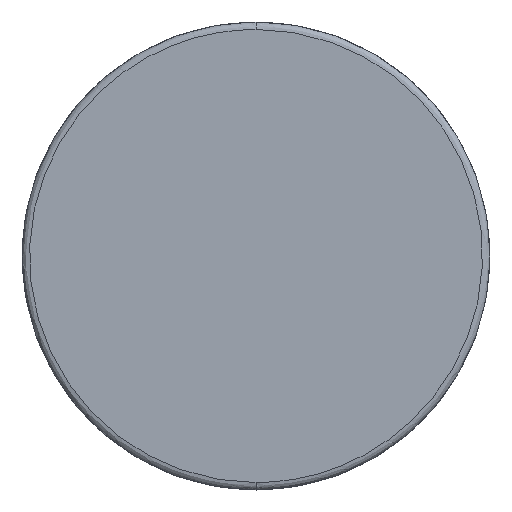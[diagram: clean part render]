
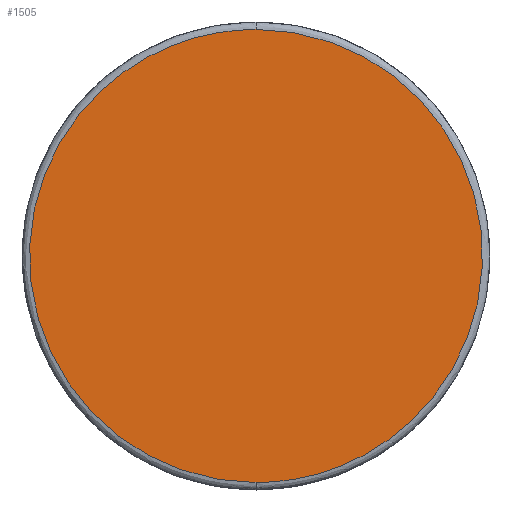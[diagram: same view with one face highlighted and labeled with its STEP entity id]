
A CAD part, left-side view. The second image highlights one B-rep face of the part: STEP entity #1505.
In plain terms, the highlighted planar face has unit normal (-1, 0, 0).
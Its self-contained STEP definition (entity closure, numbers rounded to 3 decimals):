
#39 = DIRECTION ( 'NONE',  ( 0., 0., -1. ) ) ;
#49 = CARTESIAN_POINT ( 'NONE',  ( -333.3, 0., -182. ) ) ;
#66 = CARTESIAN_POINT ( 'NONE',  ( -333.3, -184.184, 184.184 ) ) ;
#105 = CARTESIAN_POINT ( 'NONE',  ( -333.3, 0., -182. ) ) ;
#124 = CARTESIAN_POINT ( 'NONE',  ( -333.3, -364., -182. ) ) ;
#207 = EDGE_CURVE ( 'NONE', #1402, #2391, #444, .T. ) ;
#444 =( BOUNDED_CURVE ( )  B_SPLINE_CURVE ( 3, ( #962, #1762, #124, #105 ),
 .UNSPECIFIED., .F., .F. ) 
 B_SPLINE_CURVE_WITH_KNOTS ( ( 4, 4 ),
 ( 0., 1. ),
 .UNSPECIFIED. ) 
 CURVE ( )  GEOMETRIC_REPRESENTATION_ITEM ( )  RATIONAL_B_SPLINE_CURVE ( ( 0.957, 0.319, 0.319, 0.957 ) ) 
 REPRESENTATION_ITEM ( '' )  );
#962 = CARTESIAN_POINT ( 'NONE',  ( -333.3, 0., 182. ) ) ;
#1133 = EDGE_CURVE ( 'NONE', #2391, #1402, #3226, .T. ) ;
#1176 = CARTESIAN_POINT ( 'NONE',  ( -333.3, 0., -182. ) ) ;
#1391 = CARTESIAN_POINT ( 'NONE',  ( -333.3, 364., 182. ) ) ;
#1402 = VERTEX_POINT ( 'NONE', #2166 ) ;
#1505 = ADVANCED_FACE ( 'NONE', ( #1559 ), #3312, .F. ) ;
#1559 = FACE_OUTER_BOUND ( 'NONE', #3461, .T. ) ;
#1611 = AXIS2_PLACEMENT_3D ( 'NONE', #66, #2770, #39 ) ;
#1762 = CARTESIAN_POINT ( 'NONE',  ( -333.3, -364., 182. ) ) ;
#2102 = ORIENTED_EDGE ( 'NONE', *, *, #1133, .F. ) ;
#2166 = CARTESIAN_POINT ( 'NONE',  ( -333.3, 0., 182. ) ) ;
#2207 = CARTESIAN_POINT ( 'NONE',  ( -333.3, 364., -182. ) ) ;
#2306 = ORIENTED_EDGE ( 'NONE', *, *, #207, .F. ) ;
#2391 = VERTEX_POINT ( 'NONE', #49 ) ;
#2770 = DIRECTION ( 'NONE',  ( 1., 0., 0. ) ) ;
#3041 = CARTESIAN_POINT ( 'NONE',  ( -333.3, 0., 182. ) ) ;
#3226 =( BOUNDED_CURVE ( )  B_SPLINE_CURVE ( 3, ( #1176, #2207, #1391, #3041 ),
 .UNSPECIFIED., .F., .F. ) 
 B_SPLINE_CURVE_WITH_KNOTS ( ( 4, 4 ),
 ( 0., 1. ),
 .UNSPECIFIED. ) 
 CURVE ( )  GEOMETRIC_REPRESENTATION_ITEM ( )  RATIONAL_B_SPLINE_CURVE ( ( 0.957, 0.319, 0.319, 0.957 ) ) 
 REPRESENTATION_ITEM ( '' )  );
#3312 = PLANE ( 'NONE',  #1611 ) ;
#3461 = EDGE_LOOP ( 'NONE', ( #2102, #2306 ) ) ;
